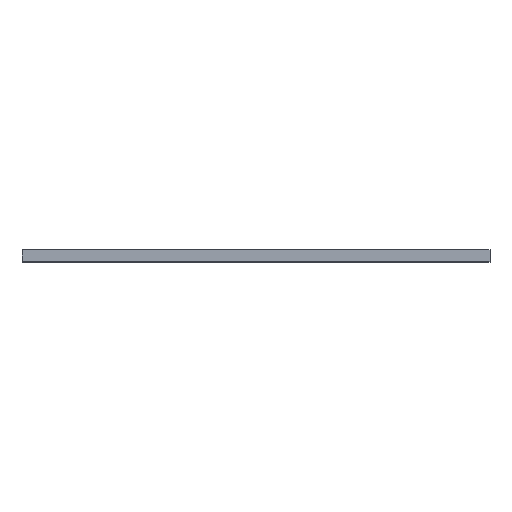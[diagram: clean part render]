
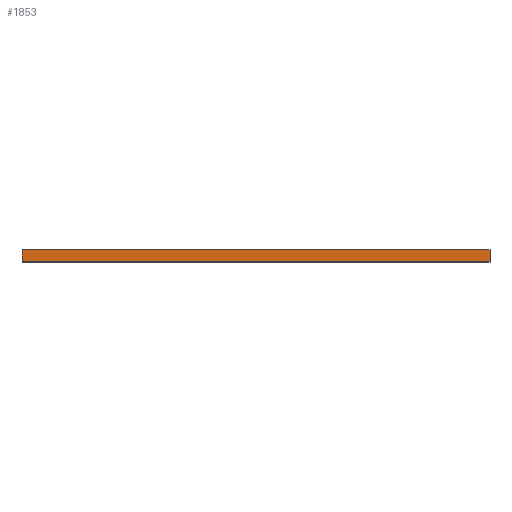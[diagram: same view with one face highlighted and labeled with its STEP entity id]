
A CAD part, top view. The second image highlights one B-rep face of the part: STEP entity #1853.
In plain terms, the highlighted planar face has unit normal (0, 0, 1).
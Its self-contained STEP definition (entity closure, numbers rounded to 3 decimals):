
#113=PLANE('',#1999);
#201=FACE_OUTER_BOUND('',#325,.T.);
#325=EDGE_LOOP('',(#1731,#1732,#1733,#1734));
#355=LINE('',#2552,#569);
#413=LINE('',#2712,#627);
#539=LINE('',#2994,#753);
#540=LINE('',#2996,#754);
#569=VECTOR('',#2055,10.);
#627=VECTOR('',#2169,10.);
#753=VECTOR('',#2471,10.);
#754=VECTOR('',#2474,10.);
#829=VERTEX_POINT('',#2549);
#830=VERTEX_POINT('',#2551);
#903=VERTEX_POINT('',#2709);
#904=VERTEX_POINT('',#2711);
#1005=EDGE_CURVE('',#830,#829,#355,.T.);
#1085=EDGE_CURVE('',#903,#904,#413,.T.);
#1227=EDGE_CURVE('',#829,#904,#539,.T.);
#1228=EDGE_CURVE('',#830,#903,#540,.T.);
#1731=ORIENTED_EDGE('',*,*,#1005,.T.);
#1732=ORIENTED_EDGE('',*,*,#1227,.T.);
#1733=ORIENTED_EDGE('',*,*,#1085,.F.);
#1734=ORIENTED_EDGE('',*,*,#1228,.F.);
#1853=ADVANCED_FACE('',(#201),#113,.T.);
#1999=AXIS2_PLACEMENT_3D('',#2995,#2472,#2473);
#2055=DIRECTION('',(1.,0.,0.));
#2169=DIRECTION('',(1.,0.,0.));
#2471=DIRECTION('',(0.,1.,0.));
#2472=DIRECTION('center_axis',(0.,0.,1.));
#2473=DIRECTION('ref_axis',(1.,0.,0.));
#2474=DIRECTION('',(0.,1.,0.));
#2549=CARTESIAN_POINT('',(84.,0.,0.));
#2551=CARTESIAN_POINT('',(0.,0.,0.));
#2552=CARTESIAN_POINT('',(0.,0.,0.));
#2709=CARTESIAN_POINT('',(0.,2.032,0.));
#2711=CARTESIAN_POINT('',(84.,2.032,0.));
#2712=CARTESIAN_POINT('',(0.,2.032,0.));
#2994=CARTESIAN_POINT('',(84.,0.,0.));
#2995=CARTESIAN_POINT('Origin',(0.,0.,0.));
#2996=CARTESIAN_POINT('',(0.,0.,0.));
